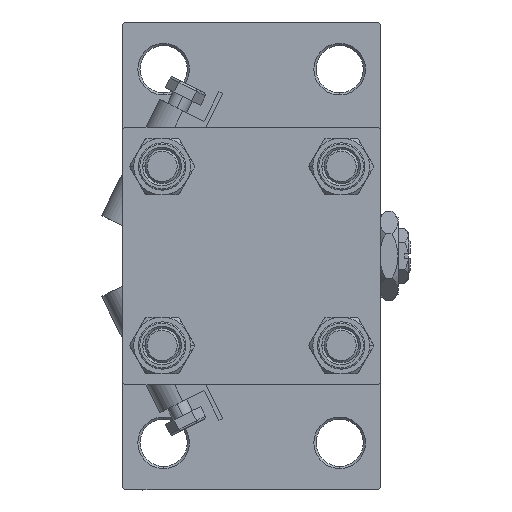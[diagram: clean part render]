
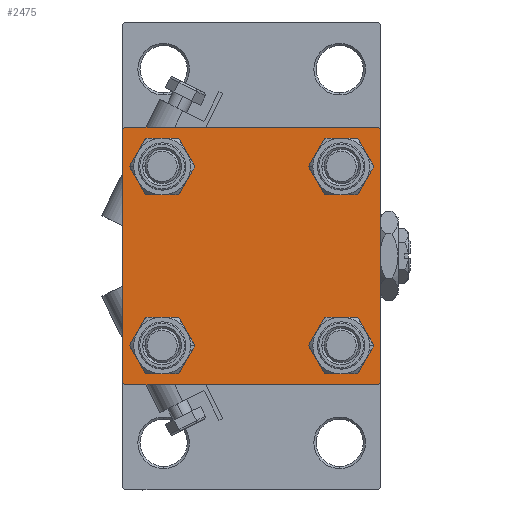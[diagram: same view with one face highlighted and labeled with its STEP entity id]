
A CAD part, left-side view. The second image highlights one B-rep face of the part: STEP entity #2475.
In plain terms, the highlighted planar face has unit normal (-1, 0, 0).
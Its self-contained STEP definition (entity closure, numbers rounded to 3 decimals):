
#776 = LINE ( 'NONE', #40345, #14079 ) ;
#2434 = AXIS2_PLACEMENT_3D ( 'NONE', #45835, #10147, #49931 ) ;
#2475 = ADVANCED_FACE ( 'NONE', ( #4170, #23970, #15521, #34785, #11654 ), #4421, .T. ) ;
#3078 = DIRECTION ( 'NONE',  ( 1., 0., 0. ) ) ;
#3361 = EDGE_CURVE ( 'NONE', #28781, #43420, #25589, .T. ) ;
#3393 = VECTOR ( 'NONE', #17396, 1000. ) ;
#3519 = ORIENTED_EDGE ( 'NONE', *, *, #25707, .T. ) ;
#4170 = FACE_BOUND ( 'NONE', #32917, .T. ) ;
#4222 = ORIENTED_EDGE ( 'NONE', *, *, #3361, .T. ) ;
#4421 = PLANE ( 'NONE',  #39012 ) ;
#4429 = DIRECTION ( 'NONE',  ( 0., 0., 1. ) ) ;
#4464 = ORIENTED_EDGE ( 'NONE', *, *, #37815, .T. ) ;
#5076 = CARTESIAN_POINT ( 'NONE',  ( 0., -29.5, 30. ) ) ;
#5134 = DIRECTION ( 'NONE',  ( 0., 0.707, -0.707 ) ) ;
#5561 = CARTESIAN_POINT ( 'NONE',  ( 0., 30., -30. ) ) ;
#5628 = CIRCLE ( 'NONE', #44227, 4.5 ) ;
#5962 = CIRCLE ( 'NONE', #34706, 4.5 ) ;
#6040 = CARTESIAN_POINT ( 'NONE',  ( 0., 29.75, -29.75 ) ) ;
#6107 = CARTESIAN_POINT ( 'NONE',  ( 0., -20.85, 25.35 ) ) ;
#6726 = CARTESIAN_POINT ( 'NONE',  ( 0., -20.85, 20.85 ) ) ;
#7456 = VECTOR ( 'NONE', #26584, 1000. ) ;
#8511 = DIRECTION ( 'NONE',  ( 0., -0.707, 0.707 ) ) ;
#8715 = VECTOR ( 'NONE', #21733, 1000. ) ;
#9514 = CARTESIAN_POINT ( 'NONE',  ( 0., 20.85, -25.35 ) ) ;
#9950 = VERTEX_POINT ( 'NONE', #6107 ) ;
#10024 = LINE ( 'NONE', #25441, #28610 ) ;
#10147 = DIRECTION ( 'NONE',  ( 1., 0., 0. ) ) ;
#10156 = DIRECTION ( 'NONE',  ( 1., 0., 0. ) ) ;
#10503 = ORIENTED_EDGE ( 'NONE', *, *, #33265, .T. ) ;
#10934 = DIRECTION ( 'NONE',  ( 0., 0.707, 0.707 ) ) ;
#11205 = DIRECTION ( 'NONE',  ( 0., -1., 0. ) ) ;
#11266 = ORIENTED_EDGE ( 'NONE', *, *, #22841, .T. ) ;
#11494 = AXIS2_PLACEMENT_3D ( 'NONE', #28216, #43368, #34919 ) ;
#11654 = FACE_OUTER_BOUND ( 'NONE', #30353, .T. ) ;
#11676 = AXIS2_PLACEMENT_3D ( 'NONE', #45339, #10156, #13246 ) ;
#12643 = EDGE_CURVE ( 'NONE', #35241, #20349, #31481, .T. ) ;
#13141 = VECTOR ( 'NONE', #10934, 1000. ) ;
#13246 = DIRECTION ( 'NONE',  ( 0., 0., 1. ) ) ;
#14050 = AXIS2_PLACEMENT_3D ( 'NONE', #33897, #46209, #25935 ) ;
#14079 = VECTOR ( 'NONE', #5134, 1000. ) ;
#14259 = CARTESIAN_POINT ( 'NONE',  ( 0., -20.85, -25.35 ) ) ;
#15063 = CARTESIAN_POINT ( 'NONE',  ( 0., 20.85, 20.85 ) ) ;
#15521 = FACE_BOUND ( 'NONE', #25209, .T. ) ;
#15581 = EDGE_CURVE ( 'NONE', #18654, #9950, #36094, .T. ) ;
#15774 = CARTESIAN_POINT ( 'NONE',  ( 0., 20.85, -20.85 ) ) ;
#16173 = CARTESIAN_POINT ( 'NONE',  ( 0., -20.85, 16.35 ) ) ;
#16566 = ORIENTED_EDGE ( 'NONE', *, *, #12643, .T. ) ;
#16601 = CIRCLE ( 'NONE', #11676, 4.5 ) ;
#16611 = ORIENTED_EDGE ( 'NONE', *, *, #17174, .T. ) ;
#16896 = AXIS2_PLACEMENT_3D ( 'NONE', #22365, #3078, #45998 ) ;
#17174 = EDGE_CURVE ( 'NONE', #33071, #28781, #30947, .T. ) ;
#17207 = CIRCLE ( 'NONE', #2434, 4.5 ) ;
#17396 = DIRECTION ( 'NONE',  ( 0., -1., 0. ) ) ;
#18542 = VERTEX_POINT ( 'NONE', #31083 ) ;
#18654 = VERTEX_POINT ( 'NONE', #16173 ) ;
#19248 = CARTESIAN_POINT ( 'NONE',  ( 0., 29.5, 30. ) ) ;
#19511 = CARTESIAN_POINT ( 'NONE',  ( 0., 29.5, -30. ) ) ;
#19869 = CARTESIAN_POINT ( 'NONE',  ( 0., 0., 0. ) ) ;
#19975 = ORIENTED_EDGE ( 'NONE', *, *, #32385, .F. ) ;
#20300 = VERTEX_POINT ( 'NONE', #42624 ) ;
#20349 = VERTEX_POINT ( 'NONE', #5076 ) ;
#20664 = EDGE_CURVE ( 'NONE', #45991, #20300, #16601, .T. ) ;
#20682 = CARTESIAN_POINT ( 'NONE',  ( 0., 30., -29.5 ) ) ;
#20895 = EDGE_CURVE ( 'NONE', #24956, #50477, #28035, .T. ) ;
#21268 = CARTESIAN_POINT ( 'NONE',  ( 0., -30., 29.5 ) ) ;
#21733 = DIRECTION ( 'NONE',  ( 0., -0.707, -0.707 ) ) ;
#22365 = CARTESIAN_POINT ( 'NONE',  ( 0., -20.85, -20.85 ) ) ;
#22413 = DIRECTION ( 'NONE',  ( 1., 0., 0. ) ) ;
#22720 = CARTESIAN_POINT ( 'NONE',  ( 0., 30., 30. ) ) ;
#22841 = EDGE_CURVE ( 'NONE', #45170, #32491, #5962, .T. ) ;
#23208 = ORIENTED_EDGE ( 'NONE', *, *, #27658, .F. ) ;
#23471 = ORIENTED_EDGE ( 'NONE', *, *, #15581, .T. ) ;
#23970 = FACE_BOUND ( 'NONE', #38585, .T. ) ;
#24956 = VERTEX_POINT ( 'NONE', #48073 ) ;
#25209 = EDGE_LOOP ( 'NONE', ( #11266, #40926 ) ) ;
#25441 = CARTESIAN_POINT ( 'NONE',  ( 0., -30., 30. ) ) ;
#25589 = LINE ( 'NONE', #6040, #8715 ) ;
#25610 = VECTOR ( 'NONE', #8511, 1000. ) ;
#25695 = DIRECTION ( 'NONE',  ( 0., 0., -1. ) ) ;
#25707 = EDGE_CURVE ( 'NONE', #18542, #32692, #40672, .T. ) ;
#25935 = DIRECTION ( 'NONE',  ( 0., 0., 1. ) ) ;
#26584 = DIRECTION ( 'NONE',  ( 0., 0., -1. ) ) ;
#27658 = EDGE_CURVE ( 'NONE', #42456, #20349, #34588, .T. ) ;
#27824 = DIRECTION ( 'NONE',  ( 0., 0., 1. ) ) ;
#28035 = LINE ( 'NONE', #43700, #25610 ) ;
#28216 = CARTESIAN_POINT ( 'NONE',  ( 0., -20.85, 20.85 ) ) ;
#28610 = VECTOR ( 'NONE', #25695, 1000. ) ;
#28781 = VERTEX_POINT ( 'NONE', #20682 ) ;
#29403 = CARTESIAN_POINT ( 'NONE',  ( 0., -30., -29.5 ) ) ;
#30353 = EDGE_LOOP ( 'NONE', ( #16611, #4222, #48279, #39446, #19975, #16566, #23208, #37300 ) ) ;
#30947 = LINE ( 'NONE', #22720, #7456 ) ;
#30986 = DIRECTION ( 'NONE',  ( 0., 0., 1. ) ) ;
#31083 = CARTESIAN_POINT ( 'NONE',  ( 0., -20.85, -16.35 ) ) ;
#31481 = LINE ( 'NONE', #46632, #13141 ) ;
#31701 = DIRECTION ( 'NONE',  ( 1., 0., 0. ) ) ;
#32385 = EDGE_CURVE ( 'NONE', #35241, #50477, #10024, .T. ) ;
#32491 = VERTEX_POINT ( 'NONE', #9514 ) ;
#32692 = VERTEX_POINT ( 'NONE', #14259 ) ;
#32917 = EDGE_LOOP ( 'NONE', ( #10503, #23471 ) ) ;
#33071 = VERTEX_POINT ( 'NONE', #40665 ) ;
#33265 = EDGE_CURVE ( 'NONE', #9950, #18654, #5628, .T. ) ;
#33897 = CARTESIAN_POINT ( 'NONE',  ( 0., 20.85, -20.85 ) ) ;
#34192 = VECTOR ( 'NONE', #11205, 1000. ) ;
#34588 = LINE ( 'NONE', #46644, #34192 ) ;
#34706 = AXIS2_PLACEMENT_3D ( 'NONE', #15774, #31701, #4429 ) ;
#34785 = FACE_BOUND ( 'NONE', #43302, .T. ) ;
#34919 = DIRECTION ( 'NONE',  ( 0., 0., 1. ) ) ;
#35241 = VERTEX_POINT ( 'NONE', #21268 ) ;
#35529 = DIRECTION ( 'NONE',  ( -1., 0., 0. ) ) ;
#36094 = CIRCLE ( 'NONE', #11494, 4.5 ) ;
#36195 = CIRCLE ( 'NONE', #14050, 4.5 ) ;
#36271 = CARTESIAN_POINT ( 'NONE',  ( 0., 20.85, 16.35 ) ) ;
#37300 = ORIENTED_EDGE ( 'NONE', *, *, #42301, .T. ) ;
#37465 = CARTESIAN_POINT ( 'NONE',  ( 0., 20.85, -16.35 ) ) ;
#37815 = EDGE_CURVE ( 'NONE', #32692, #18542, #17207, .T. ) ;
#38585 = EDGE_LOOP ( 'NONE', ( #3519, #4464 ) ) ;
#39012 = AXIS2_PLACEMENT_3D ( 'NONE', #19869, #35529, #27824 ) ;
#39446 = ORIENTED_EDGE ( 'NONE', *, *, #20895, .T. ) ;
#40345 = CARTESIAN_POINT ( 'NONE',  ( 0., 29.75, 29.75 ) ) ;
#40665 = CARTESIAN_POINT ( 'NONE',  ( 0., 30., 29.5 ) ) ;
#40672 = CIRCLE ( 'NONE', #16896, 4.5 ) ;
#40926 = ORIENTED_EDGE ( 'NONE', *, *, #41469, .T. ) ;
#41324 = AXIS2_PLACEMENT_3D ( 'NONE', #15063, #46901, #30986 ) ;
#41469 = EDGE_CURVE ( 'NONE', #32491, #45170, #36195, .T. ) ;
#41647 = EDGE_CURVE ( 'NONE', #43420, #24956, #44623, .T. ) ;
#42301 = EDGE_CURVE ( 'NONE', #42456, #33071, #776, .T. ) ;
#42456 = VERTEX_POINT ( 'NONE', #19248 ) ;
#42624 = CARTESIAN_POINT ( 'NONE',  ( 0., 20.85, 25.35 ) ) ;
#43302 = EDGE_LOOP ( 'NONE', ( #43504, #46538 ) ) ;
#43368 = DIRECTION ( 'NONE',  ( 1., 0., 0. ) ) ;
#43420 = VERTEX_POINT ( 'NONE', #19511 ) ;
#43504 = ORIENTED_EDGE ( 'NONE', *, *, #47535, .T. ) ;
#43700 = CARTESIAN_POINT ( 'NONE',  ( 0., -29.75, -29.75 ) ) ;
#44227 = AXIS2_PLACEMENT_3D ( 'NONE', #6726, #22413, #46806 ) ;
#44623 = LINE ( 'NONE', #5561, #3393 ) ;
#45170 = VERTEX_POINT ( 'NONE', #37465 ) ;
#45339 = CARTESIAN_POINT ( 'NONE',  ( 0., 20.85, 20.85 ) ) ;
#45835 = CARTESIAN_POINT ( 'NONE',  ( 0., -20.85, -20.85 ) ) ;
#45991 = VERTEX_POINT ( 'NONE', #36271 ) ;
#45998 = DIRECTION ( 'NONE',  ( 0., 0., 1. ) ) ;
#46209 = DIRECTION ( 'NONE',  ( 1., 0., 0. ) ) ;
#46538 = ORIENTED_EDGE ( 'NONE', *, *, #20664, .T. ) ;
#46632 = CARTESIAN_POINT ( 'NONE',  ( 0., -29.75, 29.75 ) ) ;
#46644 = CARTESIAN_POINT ( 'NONE',  ( 0., 30., 30. ) ) ;
#46806 = DIRECTION ( 'NONE',  ( 0., 0., 1. ) ) ;
#46901 = DIRECTION ( 'NONE',  ( 1., 0., 0. ) ) ;
#47535 = EDGE_CURVE ( 'NONE', #20300, #45991, #48728, .T. ) ;
#48073 = CARTESIAN_POINT ( 'NONE',  ( 0., -29.5, -30. ) ) ;
#48279 = ORIENTED_EDGE ( 'NONE', *, *, #41647, .T. ) ;
#48728 = CIRCLE ( 'NONE', #41324, 4.5 ) ;
#49931 = DIRECTION ( 'NONE',  ( 0., 0., 1. ) ) ;
#50477 = VERTEX_POINT ( 'NONE', #29403 ) ;
